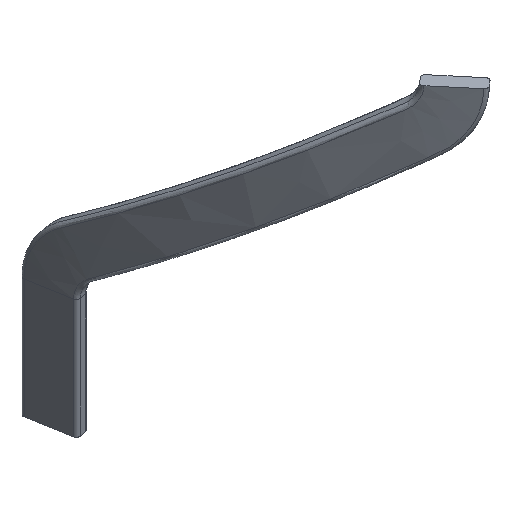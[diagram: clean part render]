
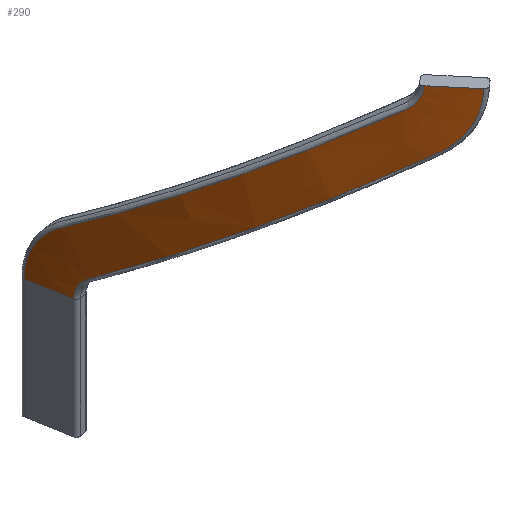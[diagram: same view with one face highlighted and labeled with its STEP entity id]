
A CAD part, isometric view. The second image highlights one B-rep face of the part: STEP entity #290.
In plain terms, the highlighted free-form (B-spline) face has degree [2, 3] with [3, 19] control points.
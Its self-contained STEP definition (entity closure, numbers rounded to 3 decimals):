
#16=(
BOUNDED_CURVE()
B_SPLINE_CURVE(3,(#764,#765,#766,#767,#768,#769,#770,#771,#772,#773,#774,
#775,#776,#777,#778,#779,#780,#781,#782),.UNSPECIFIED.,.F.,.F.)
B_SPLINE_CURVE_WITH_KNOTS((4,1,1,1,1,1,1,1,1,1,1,1,1,1,1,1,4),(0.,0.016,
0.049,0.07,0.088,0.096,
0.115,0.174,0.63,0.792,
0.825,0.843,0.865,0.887,
0.917,0.968,1.),.UNSPECIFIED.)
CURVE()
GEOMETRIC_REPRESENTATION_ITEM()
RATIONAL_B_SPLINE_CURVE((1.074,1.074,1.074,
1.074,1.074,1.074,1.074,1.074,
1.074,1.074,1.074,1.074,1.074,
1.074,1.074,1.074,1.074,1.074,
1.074))
REPRESENTATION_ITEM('')
);
#25=B_SPLINE_CURVE_WITH_KNOTS('',3,(#846,#847,#848,#849,#850,#851,#852,
#853,#854,#855,#856,#857,#858,#859,#860,#861,#862,#863,#864),
 .UNSPECIFIED.,.F.,.F.,(4,1,1,1,1,1,1,1,1,1,1,1,1,1,1,1,4),(0.,0.016,
0.049,0.07,0.088,0.096,
0.115,0.174,0.63,0.792,
0.825,0.843,0.865,0.887,
0.917,0.968,1.),.UNSPECIFIED.);
#29=B_SPLINE_SURFACE_WITH_KNOTS('',2,3,((#789,#790,#791,#792,#793,#794,
#795,#796,#797,#798,#799,#800,#801,#802,#803,#804,#805,#806,#807),(#808,
#809,#810,#811,#812,#813,#814,#815,#816,#817,#818,#819,#820,#821,#822,#823,
#824,#825,#826),(#827,#828,#829,#830,#831,#832,#833,#834,#835,#836,#837,
#838,#839,#840,#841,#842,#843,#844,#845)),.UNSPECIFIED.,.F.,.F.,.F.,(3,
3),(4,1,1,1,1,1,1,1,1,1,1,1,1,1,1,1,4),(0.,1.),(0.,0.016,0.049,
0.07,0.088,0.096,0.115,
0.174,0.63,0.792,0.825,
0.843,0.865,0.887,0.917,
0.968,1.),.UNSPECIFIED.);
#47=FACE_OUTER_BOUND('',#65,.T.);
#65=EDGE_LOOP('',(#243,#244,#245,#246));
#74=LINE('',#418,#94);
#87=LINE('',#706,#107);
#94=VECTOR('',#348,1000.);
#107=VECTOR('',#387,10.);
#125=VERTEX_POINT('',#404);
#131=VERTEX_POINT('',#416);
#144=VERTEX_POINT('',#622);
#146=VERTEX_POINT('',#704);
#156=EDGE_CURVE('',#125,#131,#74,.F.);
#180=EDGE_CURVE('',#146,#144,#87,.F.);
#181=EDGE_CURVE('',#144,#131,#16,.T.);
#185=EDGE_CURVE('',#146,#125,#25,.T.);
#243=ORIENTED_EDGE('',*,*,#180,.F.);
#244=ORIENTED_EDGE('',*,*,#185,.T.);
#245=ORIENTED_EDGE('',*,*,#156,.T.);
#246=ORIENTED_EDGE('',*,*,#181,.F.);
#290=ADVANCED_FACE('',(#47),#29,.T.);
#348=DIRECTION('',(0.643,-0.766,0.));
#387=DIRECTION('',(0.174,-0.985,0.));
#404=CARTESIAN_POINT('',(-55.01,-49.651,-120.));
#416=CARTESIAN_POINT('',(-58.449,-45.552,-120.));
#418=CARTESIAN_POINT('',(-55.01,-49.651,-120.));
#622=CARTESIAN_POINT('',(-73.394,-10.225,-151.247));
#704=CARTESIAN_POINT('',(-72.465,-15.494,-151.247));
#706=CARTESIAN_POINT('',(-73.394,-10.225,-151.247));
#764=CARTESIAN_POINT('Ctrl Pts',(-73.394,-10.225,-151.247));
#765=CARTESIAN_POINT('Ctrl Pts',(-73.4,-10.22,-150.836));
#766=CARTESIAN_POINT('Ctrl Pts',(-73.392,-10.397,-149.063));
#767=CARTESIAN_POINT('Ctrl Pts',(-73.261,-11.233,-147.035));
#768=CARTESIAN_POINT('Ctrl Pts',(-73.036,-12.511,-145.371));
#769=CARTESIAN_POINT('Ctrl Pts',(-72.828,-13.577,-144.423));
#770=CARTESIAN_POINT('Ctrl Pts',(-72.663,-14.417,-143.873));
#771=CARTESIAN_POINT('Ctrl Pts',(-72.477,-15.295,-143.309));
#772=CARTESIAN_POINT('Ctrl Pts',(-71.173,-21.363,-139.399));
#773=CARTESIAN_POINT('Ctrl Pts',(-67.873,-30.913,-132.907));
#774=CARTESIAN_POINT('Ctrl Pts',(-62.584,-39.662,-126.338));
#775=CARTESIAN_POINT('Ctrl Pts',(-60.635,-42.513,-124.139));
#776=CARTESIAN_POINT('Ctrl Pts',(-59.919,-43.506,-123.356));
#777=CARTESIAN_POINT('Ctrl Pts',(-59.314,-44.33,-122.725));
#778=CARTESIAN_POINT('Ctrl Pts',(-59.076,-44.654,-122.412));
#779=CARTESIAN_POINT('Ctrl Pts',(-58.756,-45.093,-121.852));
#780=CARTESIAN_POINT('Ctrl Pts',(-58.508,-45.433,-121.014));
#781=CARTESIAN_POINT('Ctrl Pts',(-58.443,-45.544,-120.376));
#782=CARTESIAN_POINT('Ctrl Pts',(-58.449,-45.552,-120.));
#789=CARTESIAN_POINT('Ctrl Pts',(-73.394,-10.225,-151.247));
#790=CARTESIAN_POINT('Ctrl Pts',(-73.4,-10.22,-150.836));
#791=CARTESIAN_POINT('Ctrl Pts',(-73.392,-10.397,-149.063));
#792=CARTESIAN_POINT('Ctrl Pts',(-73.261,-11.233,-147.035));
#793=CARTESIAN_POINT('Ctrl Pts',(-73.036,-12.511,-145.371));
#794=CARTESIAN_POINT('Ctrl Pts',(-72.828,-13.577,-144.423));
#795=CARTESIAN_POINT('Ctrl Pts',(-72.663,-14.417,-143.873));
#796=CARTESIAN_POINT('Ctrl Pts',(-72.477,-15.295,-143.309));
#797=CARTESIAN_POINT('Ctrl Pts',(-71.173,-21.363,-139.399));
#798=CARTESIAN_POINT('Ctrl Pts',(-67.873,-30.913,-132.907));
#799=CARTESIAN_POINT('Ctrl Pts',(-62.584,-39.662,-126.338));
#800=CARTESIAN_POINT('Ctrl Pts',(-60.635,-42.513,-124.139));
#801=CARTESIAN_POINT('Ctrl Pts',(-59.919,-43.506,-123.356));
#802=CARTESIAN_POINT('Ctrl Pts',(-59.314,-44.33,-122.725));
#803=CARTESIAN_POINT('Ctrl Pts',(-59.076,-44.654,-122.412));
#804=CARTESIAN_POINT('Ctrl Pts',(-58.756,-45.093,-121.852));
#805=CARTESIAN_POINT('Ctrl Pts',(-58.508,-45.433,-121.014));
#806=CARTESIAN_POINT('Ctrl Pts',(-58.443,-45.544,-120.376));
#807=CARTESIAN_POINT('Ctrl Pts',(-58.449,-45.552,-120.));
#808=CARTESIAN_POINT('Ctrl Pts',(-72.93,-12.86,-151.247));
#809=CARTESIAN_POINT('Ctrl Pts',(-72.93,-12.855,-150.94));
#810=CARTESIAN_POINT('Ctrl Pts',(-72.908,-12.978,-149.746));
#811=CARTESIAN_POINT('Ctrl Pts',(-72.804,-13.545,-148.361));
#812=CARTESIAN_POINT('Ctrl Pts',(-72.634,-14.427,-147.204));
#813=CARTESIAN_POINT('Ctrl Pts',(-72.481,-15.155,-146.549));
#814=CARTESIAN_POINT('Ctrl Pts',(-72.347,-15.799,-146.126));
#815=CARTESIAN_POINT('Ctrl Pts',(-72.141,-16.687,-145.551));
#816=CARTESIAN_POINT('Ctrl Pts',(-70.723,-22.741,-141.618));
#817=CARTESIAN_POINT('Ctrl Pts',(-67.241,-32.23,-135.112));
#818=CARTESIAN_POINT('Ctrl Pts',(-61.799,-40.867,-128.566));
#819=CARTESIAN_POINT('Ctrl Pts',(-59.797,-43.682,-126.374));
#820=CARTESIAN_POINT('Ctrl Pts',(-59.075,-44.645,-125.605));
#821=CARTESIAN_POINT('Ctrl Pts',(-58.45,-45.467,-124.976));
#822=CARTESIAN_POINT('Ctrl Pts',(-57.976,-46.068,-124.407));
#823=CARTESIAN_POINT('Ctrl Pts',(-57.38,-46.815,-123.402));
#824=CARTESIAN_POINT('Ctrl Pts',(-56.868,-47.434,-121.904));
#825=CARTESIAN_POINT('Ctrl Pts',(-56.734,-47.596,-120.593));
#826=CARTESIAN_POINT('Ctrl Pts',(-56.729,-47.602,-120.));
#827=CARTESIAN_POINT('Ctrl Pts',(-72.465,-15.494,-151.247));
#828=CARTESIAN_POINT('Ctrl Pts',(-72.461,-15.49,-151.043));
#829=CARTESIAN_POINT('Ctrl Pts',(-72.425,-15.559,-150.429));
#830=CARTESIAN_POINT('Ctrl Pts',(-72.347,-15.858,-149.688));
#831=CARTESIAN_POINT('Ctrl Pts',(-72.232,-16.342,-149.038));
#832=CARTESIAN_POINT('Ctrl Pts',(-72.134,-16.734,-148.676));
#833=CARTESIAN_POINT('Ctrl Pts',(-72.03,-17.18,-148.379));
#834=CARTESIAN_POINT('Ctrl Pts',(-71.804,-18.079,-147.793));
#835=CARTESIAN_POINT('Ctrl Pts',(-70.273,-24.119,-143.837));
#836=CARTESIAN_POINT('Ctrl Pts',(-66.609,-33.548,-137.317));
#837=CARTESIAN_POINT('Ctrl Pts',(-61.014,-42.072,-130.795));
#838=CARTESIAN_POINT('Ctrl Pts',(-58.959,-44.852,-128.61));
#839=CARTESIAN_POINT('Ctrl Pts',(-58.232,-45.785,-127.855));
#840=CARTESIAN_POINT('Ctrl Pts',(-57.586,-46.603,-127.228));
#841=CARTESIAN_POINT('Ctrl Pts',(-56.876,-47.482,-126.402));
#842=CARTESIAN_POINT('Ctrl Pts',(-56.005,-48.537,-124.952));
#843=CARTESIAN_POINT('Ctrl Pts',(-55.228,-49.434,-122.793));
#844=CARTESIAN_POINT('Ctrl Pts',(-55.024,-49.648,-120.809));
#845=CARTESIAN_POINT('Ctrl Pts',(-55.01,-49.651,-120.));
#846=CARTESIAN_POINT('Ctrl Pts',(-72.465,-15.494,-151.247));
#847=CARTESIAN_POINT('Ctrl Pts',(-72.461,-15.49,-151.043));
#848=CARTESIAN_POINT('Ctrl Pts',(-72.425,-15.559,-150.429));
#849=CARTESIAN_POINT('Ctrl Pts',(-72.347,-15.858,-149.688));
#850=CARTESIAN_POINT('Ctrl Pts',(-72.232,-16.342,-149.038));
#851=CARTESIAN_POINT('Ctrl Pts',(-72.134,-16.734,-148.676));
#852=CARTESIAN_POINT('Ctrl Pts',(-72.03,-17.18,-148.379));
#853=CARTESIAN_POINT('Ctrl Pts',(-71.804,-18.079,-147.793));
#854=CARTESIAN_POINT('Ctrl Pts',(-70.273,-24.119,-143.837));
#855=CARTESIAN_POINT('Ctrl Pts',(-66.609,-33.548,-137.317));
#856=CARTESIAN_POINT('Ctrl Pts',(-61.014,-42.072,-130.795));
#857=CARTESIAN_POINT('Ctrl Pts',(-58.959,-44.852,-128.61));
#858=CARTESIAN_POINT('Ctrl Pts',(-58.232,-45.785,-127.855));
#859=CARTESIAN_POINT('Ctrl Pts',(-57.586,-46.603,-127.228));
#860=CARTESIAN_POINT('Ctrl Pts',(-56.876,-47.482,-126.402));
#861=CARTESIAN_POINT('Ctrl Pts',(-56.005,-48.537,-124.952));
#862=CARTESIAN_POINT('Ctrl Pts',(-55.228,-49.434,-122.793));
#863=CARTESIAN_POINT('Ctrl Pts',(-55.024,-49.648,-120.809));
#864=CARTESIAN_POINT('Ctrl Pts',(-55.01,-49.651,-120.));
